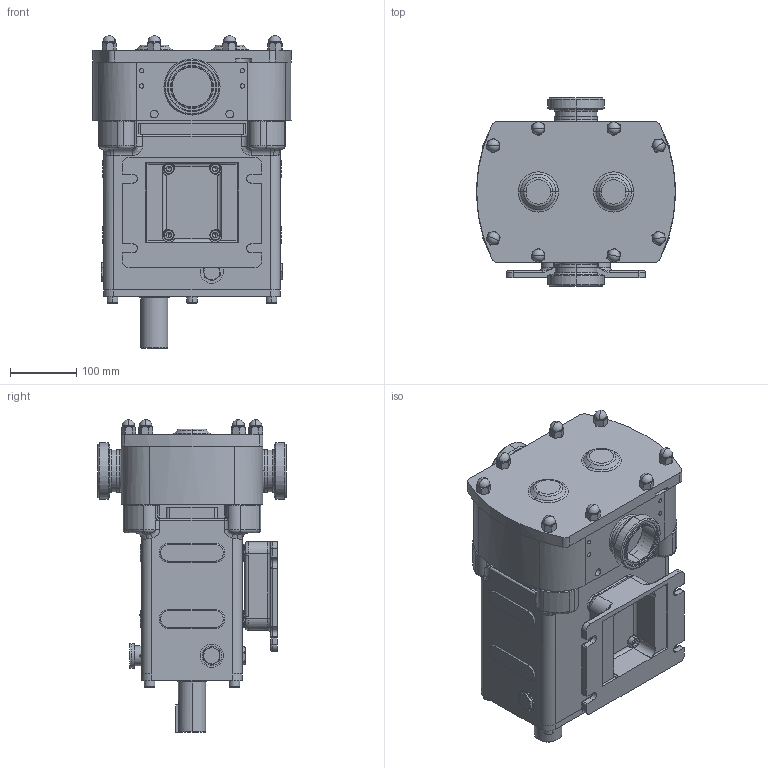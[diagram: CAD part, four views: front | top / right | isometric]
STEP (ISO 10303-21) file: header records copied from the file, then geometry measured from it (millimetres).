
FILE_DESCRIPTION (( 'STEP AP214' ), '1' );
FILE_NAME ('GA4566.STEP', '2024-11-06T21:54:44', ( '' ), ( '' ), 'SwSTEP 2.0', 'SolidWorks 2023', '' );
FILE_SCHEMA (( 'AUTOMOTIVE_DESIGN' ));
Length unit declared in the file: millimetre
Products named in the file (3): GA4566; Copy of Z94-5101-44 - 2.5 INCH SMS681^GA4566; Copy of R0800 CPP V LHD^GA4566
Assembly tree (3 placements, depth 2):
  GA4566
    Copy of R0800 CPP V LHD^GA4566
    Copy of Z94-5101-44 - 2.5 INCH SMS681^GA4566  x2
Bounding box: 300 x 284 x 472.07 mm (x, y, z)
Volume: 17958948 mm3; surface area: 637253.1 mm2
Topology: 3 solids, 3 shells, 1110 faces, 2721 edges, 1636 vertices
Faces by surface type: plane 443, cylinder 311, torus 147, cone 117, bspline 68, sphere 24
Entity records: 35699 total; most frequent: CARTESIAN_POINT 10449, DIRECTION 5435, ORIENTED_EDGE 5210, EDGE_CURVE 2605, AXIS2_PLACEMENT_3D 2124, VERTEX_POINT 1600, VECTOR 1187, LINE 1187
